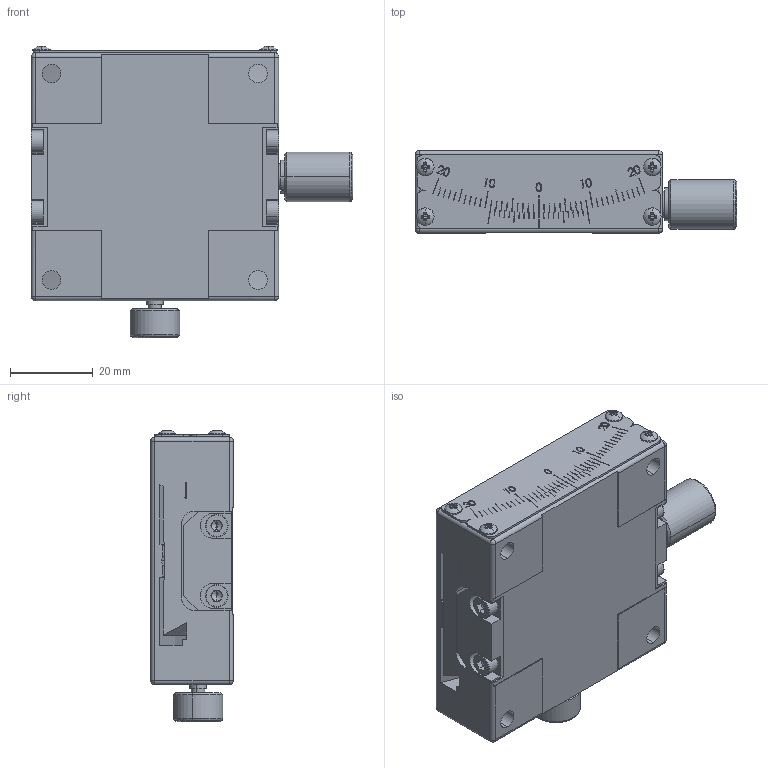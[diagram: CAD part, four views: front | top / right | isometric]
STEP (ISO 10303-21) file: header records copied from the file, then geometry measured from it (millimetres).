
FILE_DESCRIPTION (( 'STEP AP203' ), '1' );
FILE_NAME ('MXG6-60CS.STEP', '2021-02-23T06:35:01', ( '' ), ( '' ), 'SwSTEP 2.0', 'SolidWorks 2020', '' );
FILE_SCHEMA (( 'CONFIG_CONTROL_DESIGN' ));
Products named in the file (1): MXG6-60CS
Bounding box: 78 x 20 x 70.63 mm (x, y, z)
Volume: 70098.8 mm3; surface area: 21944.2 mm2
Topology: 1 solids, 1 shells, 898 faces, 2316 edges, 1469 vertices
Faces by surface type: plane 525, cylinder 176, bspline 76, cone 73, torus 32, sphere 16
Entity records: 36850 total; most frequent: CARTESIAN_POINT 15690, ORIENTED_EDGE 4548, DIRECTION 4063, EDGE_CURVE 2274, VERTEX_POINT 1469, AXIS2_PLACEMENT_3D 1364, VECTOR 1335, LINE 1335
